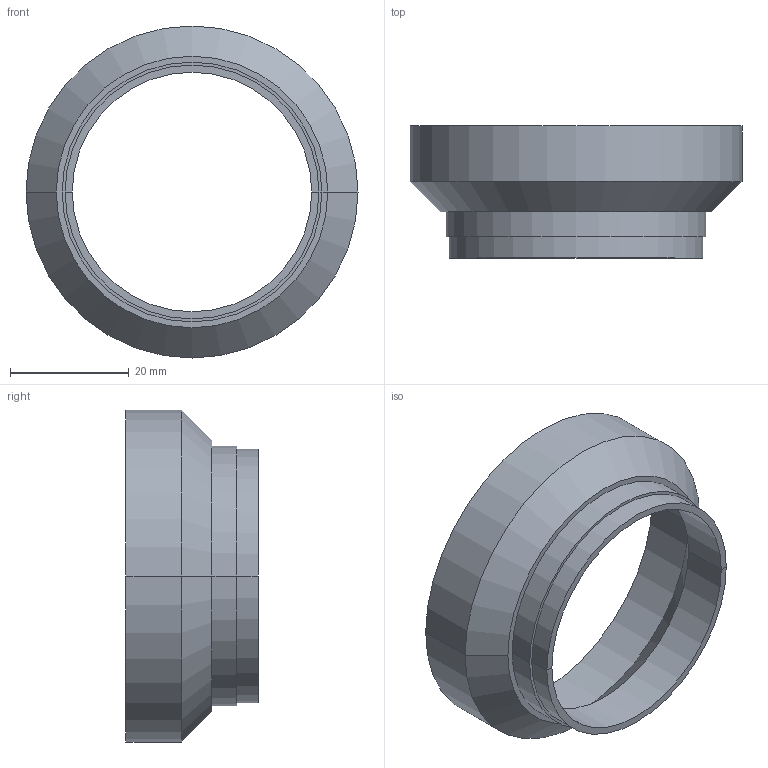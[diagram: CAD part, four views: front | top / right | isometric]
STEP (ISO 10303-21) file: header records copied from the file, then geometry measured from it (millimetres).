
FILE_DESCRIPTION(('STEP AP214'),'1');
FILE_NAME('coupelle304L.stp','2022-04-26T11:21:38',(''),(''),'Spatial InterOp 3D',' ',' ');
FILE_SCHEMA(('AUTOMOTIVE_DESIGN { 1 0 10303 214 1 1 1 1 }'));
Length unit declared in the file: inch
Products named in the file (1): Cover Surface_608
Bounding box: 56 x 22.3 x 56 mm (x, y, z)
Volume: 6824.7 mm3; surface area: 8220.9 mm2
Topology: 1 solids, 2 shells, 20 faces, 61 edges, 57 vertices
Faces by surface type: cylinder 8, cone 8, plane 4
Entity records: 946 total; most frequent: DIRECTION 129, CARTESIAN_POINT 117, ORIENTED_EDGE 87, EDGE_CURVE 49, AXIS2_PLACEMENT_3D 45, LINE 39, VECTOR 39, STYLED_ITEM 34
